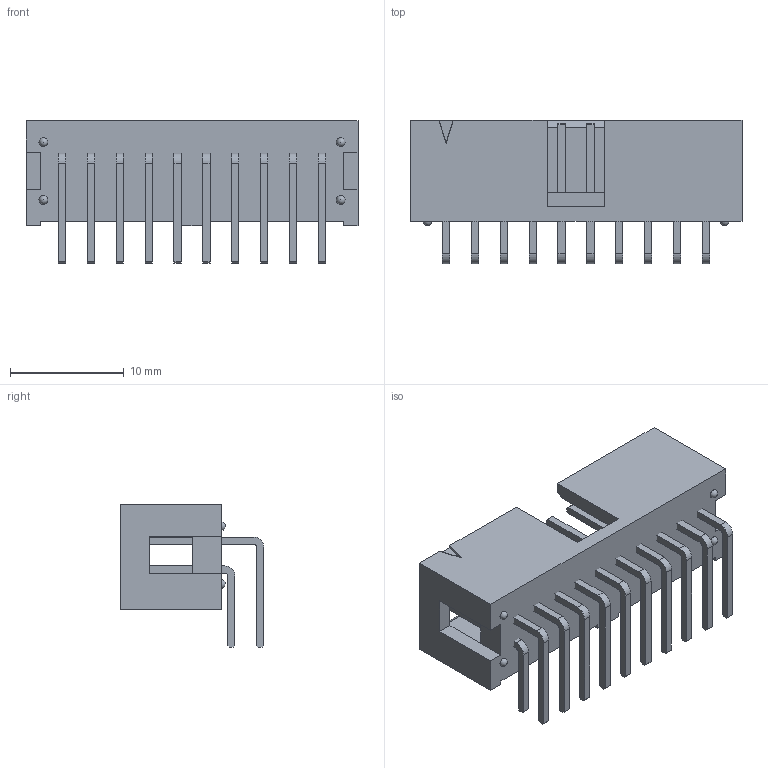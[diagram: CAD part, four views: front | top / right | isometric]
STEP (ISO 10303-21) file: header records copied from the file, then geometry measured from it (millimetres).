
FILE_DESCRIPTION( ( 'STEP AP214' ), '1' );
FILE_NAME( 'TSS-110-04-F-D-RA.stp', '2022-03-05T03:03:16', ( 'License CC BY-ND 4.0' ), ( 'CADENAS' ), ' ', 'PARTsolutions', ' ' );
FILE_SCHEMA( ( 'AUTOMOTIVE_DESIGN { 1 0 10303 214 1 1 1 1 }' ) );
Length unit declared in the file: inch
Products named in the file (4): TSS-110-04-F-D-RA; _TSS-110-04-D_header; _TSS-First_Position_Indicator; _T-1S6-10-04-D-RA__
Assembly tree (3 placements, depth 2):
  TSS-110-04-F-D-RA
    _TSS-110-04-D_header
    _TSS-First_Position_Indicator
    _T-1S6-10-04-D-RA__
Bounding box: 29.21 x 12.64 x 12.57 mm (x, y, z)
Volume: 1331.6 mm3; surface area: 2659 mm2
Topology: 3 solids, 3 shells, 370 faces, 1098 edges, 730 vertices
Faces by surface type: plane 326, cylinder 40, sphere 4
Entity records: 15160 total; most frequent: CARTESIAN_POINT 2186, ORIENTED_EDGE 2172, DIRECTION 1918, EDGE_CURVE 1086, LINE 1002, VECTOR 1002, VERTEX_POINT 726, AXIS2_PLACEMENT_3D 458
